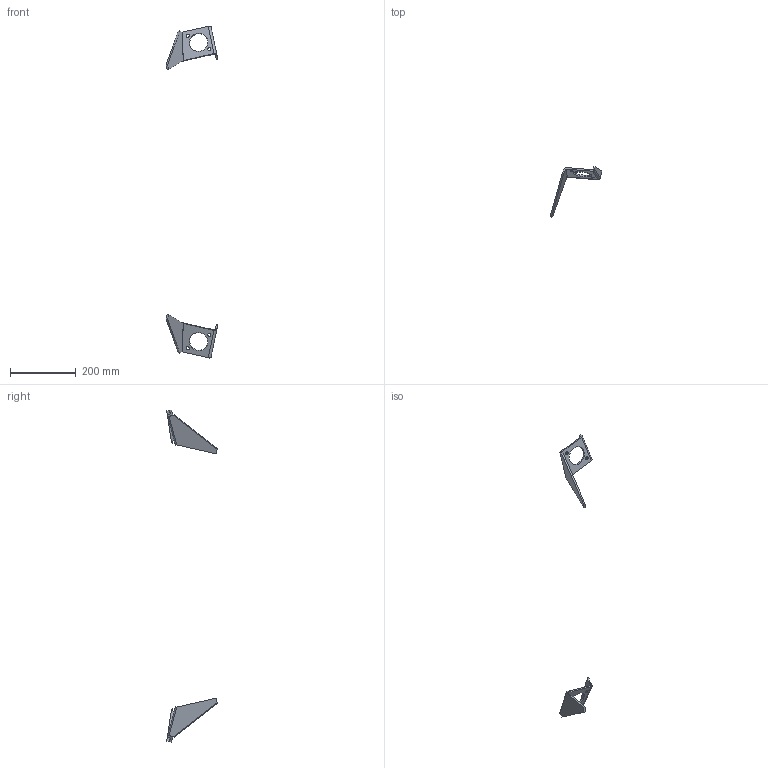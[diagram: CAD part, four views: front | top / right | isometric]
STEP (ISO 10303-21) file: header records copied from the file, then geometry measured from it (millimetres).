
FILE_DESCRIPTION(/* description */ (''),/* implementation_level */ '2;1');
FILE_NAME(/* name */ 'PTT01S004006A_PTT01S005006A_40_ASM.stp',/* time_stamp */ '2016-06-02T11:28:27+02:00',/* author */ (''),/* organization */ (''),/* preprocessor_version */ 'ST-DEVELOPER v16.5',/* originating_system */ 'Autodesk Translation Framework v5.0.0.3310',/* authorisation */ '');
FILE_SCHEMA (('AUTOMOTIVE_DESIGN { 1 0 10303 214 3 1 1 }'));
Length unit declared in the file: centimetre
Products named in the file (3): PTT01S004006A_PTT01S005006A_40_ASM; MANIFOLD_SOLID_BREP_3131; MANIFOLD_SOLID_BREP_4050
Assembly tree (2 placements, depth 2):
  PTT01S004006A_PTT01S005006A_40_ASM
    MANIFOLD_SOLID_BREP_3131
    MANIFOLD_SOLID_BREP_4050
Bounding box: 157.77 x 153.74 x 1013.35 mm (x, y, z)
Volume: 151754.2 mm3; surface area: 69789.2 mm2
Topology: 2 solids, 2 shells, 58 faces, 130 edges, 76 vertices
Faces by surface type: plane 40, cylinder 16, bspline 2
Full cylindrical faces by diameter (mm): 10.15 x4, 57 x2
Entity records: 1655 total; most frequent: CARTESIAN_POINT 293, DIRECTION 282, ORIENTED_EDGE 248, EDGE_CURVE 124, AXIS2_PLACEMENT_3D 97, LINE 88, VECTOR 88, EDGE_LOOP 76
